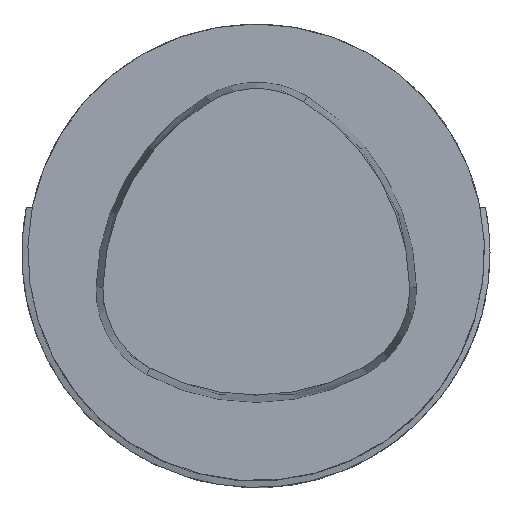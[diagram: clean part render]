
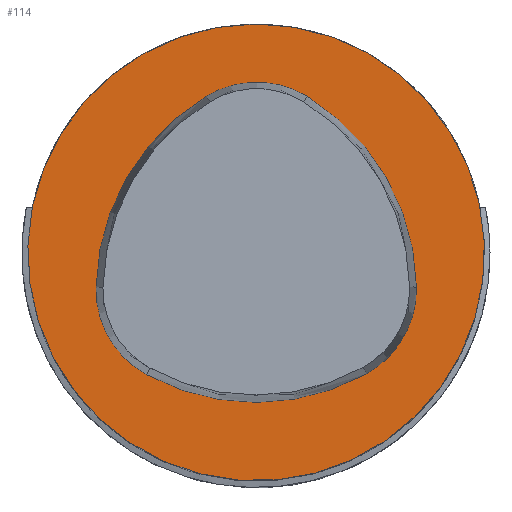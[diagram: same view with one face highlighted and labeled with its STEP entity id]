
A CAD part, top view. The second image highlights one B-rep face of the part: STEP entity #114.
In plain terms, the highlighted planar face has unit normal (0, 0, 1).
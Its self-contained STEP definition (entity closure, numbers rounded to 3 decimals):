
#68=CIRCLE('',#838,20.);
#114=ADVANCED_FACE('',(#190),#156,.T.);
#156=PLANE('',#844);
#190=FACE_OUTER_BOUND('',#241,.T.);
#241=EDGE_LOOP('',(#354));
#354=ORIENTED_EDGE('',*,*,#610,.T.);
#535=VERTEX_POINT('',#1245);
#610=EDGE_CURVE('',#535,#535,#68,.T.);
#838=AXIS2_PLACEMENT_3D('',#1244,#969,#970);
#844=AXIS2_PLACEMENT_3D('',#1292,#982,#983);
#969=DIRECTION('',(0.,0.,1.));
#970=DIRECTION('',(0.,1.,0.));
#982=DIRECTION('',(0.,0.,1.));
#983=DIRECTION('',(0.,-1.,0.));
#1244=CARTESIAN_POINT('',(0.,0.,0.));
#1245=CARTESIAN_POINT('',(0.,20.,0.));
#1292=CARTESIAN_POINT('',(0.,0.,0.));
